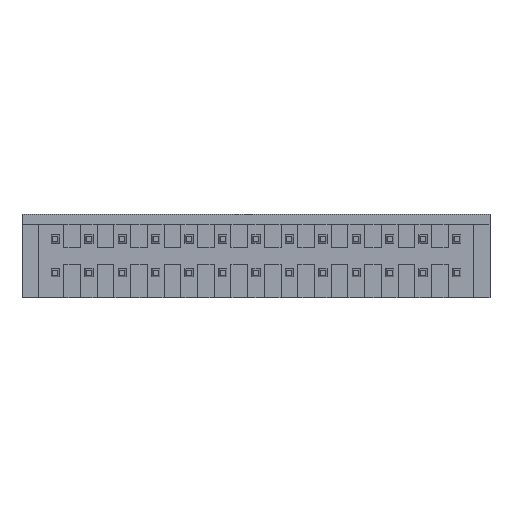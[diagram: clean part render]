
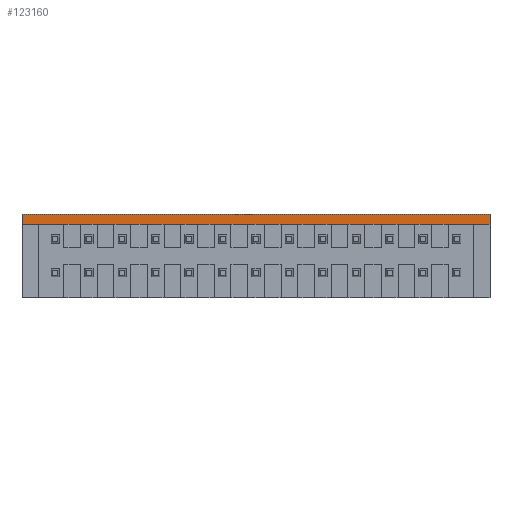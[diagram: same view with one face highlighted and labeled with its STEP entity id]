
A CAD part, top view. The second image highlights one B-rep face of the part: STEP entity #123160.
In plain terms, the highlighted planar face has unit normal (0, 0, 1).
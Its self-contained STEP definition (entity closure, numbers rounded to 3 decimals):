
#12180=CARTESIAN_POINT('',(25.778,2.055,5.6));
#12190=VERTEX_POINT('',#12180);
#15770=CARTESIAN_POINT('',(-2.222,2.055,5.6));
#15780=VERTEX_POINT('',#15770);
#15810=CARTESIAN_POINT('',(6.778,2.055,5.6));
#15820=DIRECTION('',(-1.,0.,0.));
#15830=VECTOR('',#15820,1.);
#15840=LINE('',#15810,#15830);
#15850=EDGE_CURVE('',#12190,#15780,#15840,.T.);
#30100=CARTESIAN_POINT('',(-2.222,2.655,5.6));
#30110=VERTEX_POINT('',#30100);
#30510=CARTESIAN_POINT('',(25.778,2.655,5.6));
#30520=VERTEX_POINT('',#30510);
#30550=CARTESIAN_POINT('',(-6.444,2.655,5.6));
#30560=DIRECTION('',(1.,0.,0.));
#30570=VECTOR('',#30560,1.);
#30580=LINE('',#30550,#30570);
#30590=EDGE_CURVE('',#30110,#30520,#30580,.T.);
#54960=CARTESIAN_POINT('',(25.778,0.,5.6));
#54970=DIRECTION('',(0.,1.,0.));
#54980=VECTOR('',#54970,1.);
#54990=LINE('',#54960,#54980);
#55000=EDGE_CURVE('',#12190,#30520,#54990,.T.);
#123000=CARTESIAN_POINT('',(6.778,2.655,5.6));
#123010=DIRECTION('',(0.,0.,1.));
#123020=DIRECTION('',(0.,-1.,0.));
#123030=AXIS2_PLACEMENT_3D('',#123000,#123010,#123020);
#123040=PLANE('',#123030);
#123050=CARTESIAN_POINT('',(-2.222,0.,5.6));
#123060=DIRECTION('',(0.,1.,0.));
#123070=VECTOR('',#123060,1.);
#123080=LINE('',#123050,#123070);
#123090=EDGE_CURVE('',#15780,#30110,#123080,.T.);
#123100=ORIENTED_EDGE('',*,*,#123090,.F.);
#123110=ORIENTED_EDGE('',*,*,#30590,.F.);
#123120=ORIENTED_EDGE('',*,*,#55000,.T.);
#123130=ORIENTED_EDGE('',*,*,#15850,.F.);
#123140=EDGE_LOOP('',(#123130,#123120,#123110,#123100));
#123150=FACE_OUTER_BOUND('',#123140,.T.);
#123160=ADVANCED_FACE('',(#123150),#123040,.T.);
